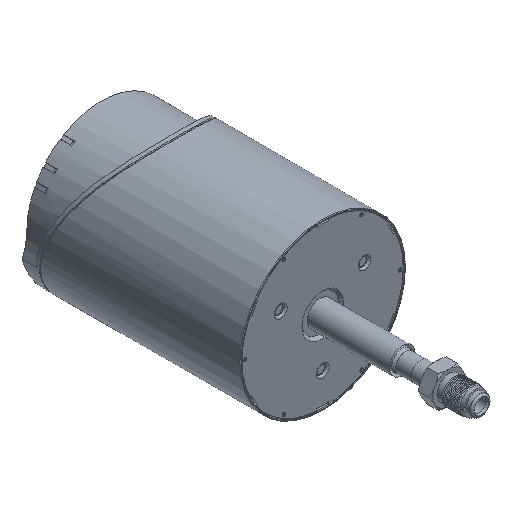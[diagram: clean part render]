
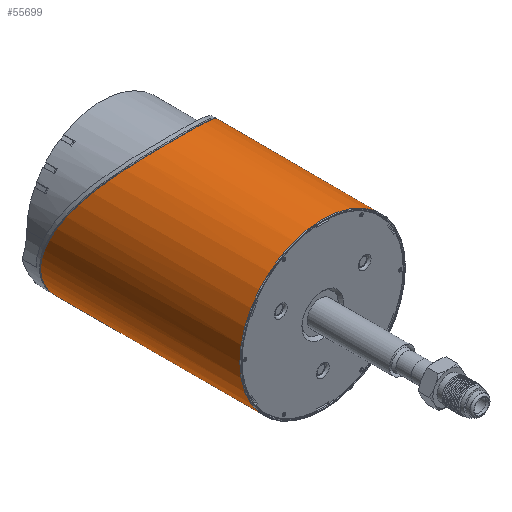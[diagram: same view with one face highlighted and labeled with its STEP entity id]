
A CAD part, isometric view. The second image highlights one B-rep face of the part: STEP entity #55699.
In plain terms, the highlighted cylindrical face has radius 41 mm (diameter 82 mm), a full revolution.
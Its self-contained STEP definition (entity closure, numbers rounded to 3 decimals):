
#1965=CIRCLE('',#59002,41.);
#1967=CIRCLE('',#59004,41.);
#3358=B_SPLINE_CURVE_WITH_KNOTS('',3,(#96364,#96365,#96366,#96367,#96368,
#96369,#96370,#96371,#96372,#96373,#96374,#96375,#96376),.UNSPECIFIED.,
 .F.,.F.,(4,1,1,1,1,1,1,1,1,1,4),(-26.603,-26.128,-25.653,
-25.178,-24.703,-23.753,-22.803,
-22.169,-21.536,-20.269,-19.712),
 .UNSPECIFIED.);
#3359=B_SPLINE_CURVE_WITH_KNOTS('',3,(#96377,#96378,#96379,#96380,#96381,
#96382,#96383,#96384,#96385,#96386,#96387,#96388,#96389,#96390,#96391,#96392,
#96393,#96394,#96395,#96396,#96397,#96398,#96399,#96400,#96401),
 .UNSPECIFIED.,.F.,.F.,(4,1,1,1,1,1,1,1,1,1,1,1,1,1,1,1,1,1,1,1,1,1,4),
(-19.712,-19.636,-19.002,-17.735,
-16.469,-15.202,-13.935,-12.668,
-11.401,-10.135,-8.868,-7.601,
-6.967,-6.334,-5.067,-4.434,
-3.8,-2.85,-1.9,-1.425,
-0.95,-0.475,0.),.UNSPECIFIED.);
#3771=CYLINDRICAL_SURFACE('',#59005,41.);
#6376=FACE_OUTER_BOUND('',#9452,.T.);
#9452=EDGE_LOOP('',(#46701,#46702,#46703,#46704,#46705,#46706));
#14874=LINE('',#96362,#20188);
#20188=VECTOR('',#70515,41.);
#25071=VERTEX_POINT('',#96355);
#25072=VERTEX_POINT('',#96356);
#25073=VERTEX_POINT('',#96361);
#25074=VERTEX_POINT('',#96363);
#32475=EDGE_CURVE('',#25071,#25072,#1965,.T.);
#32477=EDGE_CURVE('',#25072,#25071,#1967,.T.);
#32478=EDGE_CURVE('',#25071,#25073,#14874,.T.);
#32479=EDGE_CURVE('',#25074,#25073,#3358,.T.);
#32480=EDGE_CURVE('',#25073,#25074,#3359,.T.);
#46701=ORIENTED_EDGE('',*,*,#32475,.F.);
#46702=ORIENTED_EDGE('',*,*,#32478,.T.);
#46703=ORIENTED_EDGE('',*,*,#32479,.F.);
#46704=ORIENTED_EDGE('',*,*,#32480,.F.);
#46705=ORIENTED_EDGE('',*,*,#32478,.F.);
#46706=ORIENTED_EDGE('',*,*,#32477,.F.);
#55699=ADVANCED_FACE('',(#6376),#3771,.T.);
#59002=AXIS2_PLACEMENT_3D('',#96357,#70507,#70508);
#59004=AXIS2_PLACEMENT_3D('',#96359,#70511,#70512);
#59005=AXIS2_PLACEMENT_3D('',#96360,#70513,#70514);
#70507=DIRECTION('center_axis',(0.,-1.,0.));
#70508=DIRECTION('ref_axis',(-1.,0.,0.));
#70511=DIRECTION('center_axis',(0.,-1.,0.));
#70512=DIRECTION('ref_axis',(-1.,0.,0.));
#70513=DIRECTION('center_axis',(0.,-1.,0.));
#70514=DIRECTION('ref_axis',(-1.,0.,0.));
#70515=DIRECTION('',(0.,1.,0.));
#96355=CARTESIAN_POINT('',(41.,-68.6,0.));
#96356=CARTESIAN_POINT('',(-41.,-68.6,0.));
#96357=CARTESIAN_POINT('Origin',(0.,-68.6,
0.));
#96359=CARTESIAN_POINT('Origin',(0.,-68.6,
0.));
#96360=CARTESIAN_POINT('Origin',(0.,40.8,
0.));
#96361=CARTESIAN_POINT('',(41.,28.163,0.001));
#96362=CARTESIAN_POINT('',(41.,40.8,0.));
#96363=CARTESIAN_POINT('',(0.,2.167,41.));
#96364=CARTESIAN_POINT('Ctrl Pts',(0.,2.167,
41.));
#96365=CARTESIAN_POINT('Ctrl Pts',(1.057,2.167,41.));
#96366=CARTESIAN_POINT('Ctrl Pts',(3.187,2.247,40.918));
#96367=CARTESIAN_POINT('Ctrl Pts',(6.597,2.632,40.522));
#96368=CARTESIAN_POINT('Ctrl Pts',(10.654,3.442,39.679));
#96369=CARTESIAN_POINT('Ctrl Pts',(16.679,5.294,37.695));
#96370=CARTESIAN_POINT('Ctrl Pts',(23.855,8.717,33.826));
#96371=CARTESIAN_POINT('Ctrl Pts',(30.338,13.255,27.976));
#96372=CARTESIAN_POINT('Ctrl Pts',(34.786,17.282,22.001));
#96373=CARTESIAN_POINT('Ctrl Pts',(38.589,21.582,14.817));
#96374=CARTESIAN_POINT('Ctrl Pts',(40.622,25.215,7.479));
#96375=CARTESIAN_POINT('Ctrl Pts',(41.,27.504,1.767));
#96376=CARTESIAN_POINT('Ctrl Pts',(41.,28.163,0.001));
#96377=CARTESIAN_POINT('Ctrl Pts',(41.,28.163,0.001));
#96378=CARTESIAN_POINT('Ctrl Pts',(41.,28.253,-0.241));
#96379=CARTESIAN_POINT('Ctrl Pts',(40.981,29.085,-2.494));
#96380=CARTESIAN_POINT('Ctrl Pts',(40.4,31.22,-8.867));
#96381=CARTESIAN_POINT('Ctrl Pts',(37.12,33.67,-18.921));
#96382=CARTESIAN_POINT('Ctrl Pts',(29.505,35.13,-29.442));
#96383=CARTESIAN_POINT('Ctrl Pts',(18.938,35.573,-37.133));
#96384=CARTESIAN_POINT('Ctrl Pts',(6.528,35.598,-41.167));
#96385=CARTESIAN_POINT('Ctrl Pts',(-6.527,35.598,-41.167));
#96386=CARTESIAN_POINT('Ctrl Pts',(-18.938,35.573,-37.133));
#96387=CARTESIAN_POINT('Ctrl Pts',(-29.507,35.13,-29.44));
#96388=CARTESIAN_POINT('Ctrl Pts',(-37.118,33.67,-18.923));
#96389=CARTESIAN_POINT('Ctrl Pts',(-40.401,31.22,-8.866));
#96390=CARTESIAN_POINT('Ctrl Pts',(-41.144,28.483,-0.697));
#96391=CARTESIAN_POINT('Ctrl Pts',(-40.686,25.327,7.252));
#96392=CARTESIAN_POINT('Ctrl Pts',(-38.589,21.582,14.817));
#96393=CARTESIAN_POINT('Ctrl Pts',(-34.786,17.282,22.001));
#96394=CARTESIAN_POINT('Ctrl Pts',(-30.338,13.255,27.976));
#96395=CARTESIAN_POINT('Ctrl Pts',(-23.855,8.717,33.826));
#96396=CARTESIAN_POINT('Ctrl Pts',(-16.679,5.294,37.695));
#96397=CARTESIAN_POINT('Ctrl Pts',(-10.654,3.442,39.679));
#96398=CARTESIAN_POINT('Ctrl Pts',(-6.597,2.632,40.522));
#96399=CARTESIAN_POINT('Ctrl Pts',(-3.187,2.247,40.918));
#96400=CARTESIAN_POINT('Ctrl Pts',(-1.057,2.167,41.));
#96401=CARTESIAN_POINT('Ctrl Pts',(0.,2.167,
41.));
